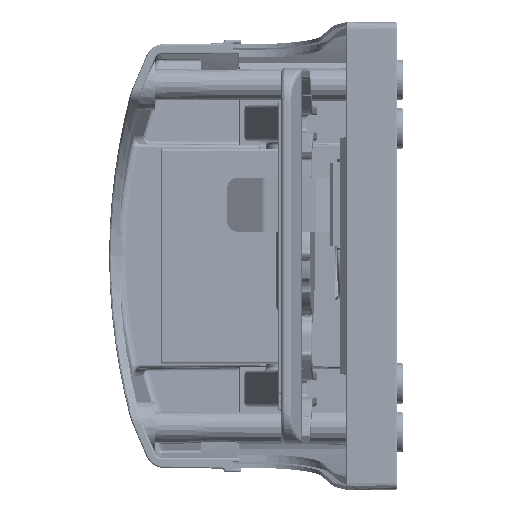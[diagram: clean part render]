
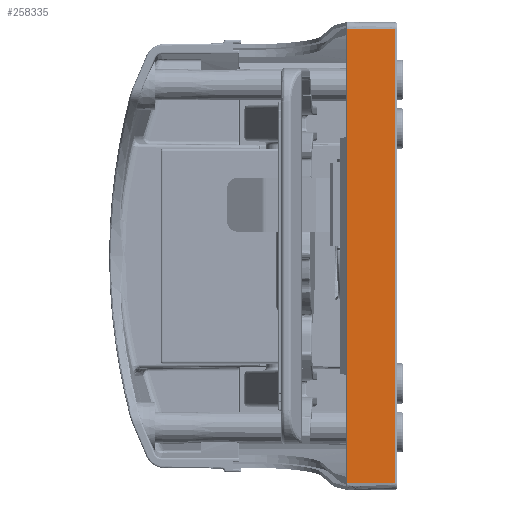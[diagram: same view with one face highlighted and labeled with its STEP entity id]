
A CAD part, left-side view. The second image highlights one B-rep face of the part: STEP entity #258335.
In plain terms, the highlighted planar face has unit normal (-1, 0, 0).
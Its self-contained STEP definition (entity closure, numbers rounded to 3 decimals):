
#7363 = CARTESIAN_POINT ( 'NONE',  ( 18.95, 120.506, 208.548 ) ) ;
#10050 = LINE ( 'NONE', #260362, #55050 ) ;
#12003 = ORIENTED_EDGE ( 'NONE', *, *, #124280, .T. ) ;
#30631 = DIRECTION ( 'NONE',  ( 0., 1., -0.009 ) ) ;
#31747 = CARTESIAN_POINT ( 'NONE',  ( 18.95, 106.17, 73.262 ) ) ;
#55050 = VECTOR ( 'NONE', #305459, 1000. ) ;
#58922 = EDGE_CURVE ( 'NONE', #90227, #124831, #10050, .T. ) ;
#64390 = LINE ( 'NONE', #198804, #105470 ) ;
#66514 = CARTESIAN_POINT ( 'NONE',  ( 18.95, 120.506, 208.548 ) ) ;
#72779 = ORIENTED_EDGE ( 'NONE', *, *, #58922, .F. ) ;
#79555 = LINE ( 'NONE', #174817, #292995 ) ;
#90227 = VERTEX_POINT ( 'NONE', #161903 ) ;
#97027 = FACE_OUTER_BOUND ( 'NONE', #280497, .T. ) ;
#105470 = VECTOR ( 'NONE', #224951, 1000. ) ;
#118881 = DIRECTION ( 'NONE',  ( 1., 0., 0. ) ) ;
#124280 = EDGE_CURVE ( 'NONE', #225527, #187033, #64390, .T. ) ;
#124831 = VERTEX_POINT ( 'NONE', #31747 ) ;
#143132 = EDGE_CURVE ( 'NONE', #225527, #90227, #187366, .T. ) ;
#160668 = CARTESIAN_POINT ( 'NONE',  ( 18.95, 120.506, 73.136 ) ) ;
#161903 = CARTESIAN_POINT ( 'NONE',  ( 18.95, 106.17, 208.422 ) ) ;
#164929 = DIRECTION ( 'NONE',  ( 0., 0., -1. ) ) ;
#172362 = VECTOR ( 'NONE', #259956, 1000. ) ;
#174817 = CARTESIAN_POINT ( 'NONE',  ( 18.95, 113.458, 73.198 ) ) ;
#184074 = AXIS2_PLACEMENT_3D ( 'NONE', #214977, #118881, #164929 ) ;
#186295 = ORIENTED_EDGE ( 'NONE', *, *, #143132, .F. ) ;
#187033 = VERTEX_POINT ( 'NONE', #160668 ) ;
#187366 = LINE ( 'NONE', #66514, #172362 ) ;
#198804 = CARTESIAN_POINT ( 'NONE',  ( 18.95, 120.506, 70.754 ) ) ;
#200745 = ORIENTED_EDGE ( 'NONE', *, *, #278775, .F. ) ;
#214977 = CARTESIAN_POINT ( 'NONE',  ( 18.95, 154.67, 210.639 ) ) ;
#224951 = DIRECTION ( 'NONE',  ( 0., 0., -1. ) ) ;
#225527 = VERTEX_POINT ( 'NONE', #7363 ) ;
#258335 = ADVANCED_FACE ( 'NONE', ( #97027 ), #260082, .F. ) ;
#259956 = DIRECTION ( 'NONE',  ( 0., -1., -0.009 ) ) ;
#260082 = PLANE ( 'NONE',  #184074 ) ;
#260362 = CARTESIAN_POINT ( 'NONE',  ( 18.95, 106.17, 210.639 ) ) ;
#278775 = EDGE_CURVE ( 'NONE', #124831, #187033, #79555, .T. ) ;
#280497 = EDGE_LOOP ( 'NONE', ( #72779, #186295, #12003, #200745 ) ) ;
#292995 = VECTOR ( 'NONE', #30631, 1000. ) ;
#305459 = DIRECTION ( 'NONE',  ( 0., 0., -1. ) ) ;
